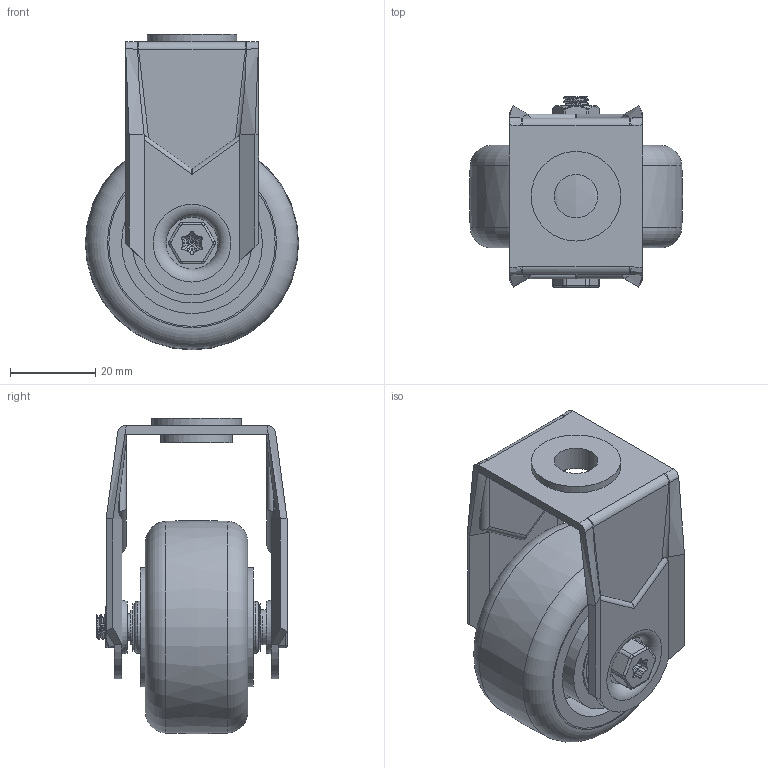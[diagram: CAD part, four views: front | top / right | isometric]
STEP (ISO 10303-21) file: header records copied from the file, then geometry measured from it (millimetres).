
FILE_DESCRIPTION(/* description */ ('','CAx-IF Rec.Pracs.---Representation and Presentation of Product Manufacturing Information (PMI)---4.0---2014-10-13'),/* implementation_level */ '2;1');
FILE_NAME(/* name */ 'BZRAF50VGRBJBH10.step',/* time_stamp */ '2025-03-03T17:07:49Z',/* author */ (''),/* organization */ (''),/* preprocessor_version */ 'ST-DEVELOPER v20',/* originating_system */ 'Autodesk Translation Framework v13.20.0.188',/* authorisation */ '');
FILE_SCHEMA (('AP242_MANAGED_MODEL_BASED_3D_ENGINEERING_MIM_LF { 1 0 10303 442 1 1 4 }'));
Length unit declared in the file: millimetre
Products named in the file (20): BZRAF50VGRBJBH10; BZRAF50ASBH10 v1; ZINC PLATED PRESSED STEEL FORKS; BZL50WVGRBJM828 v1; THERMOPLASTIC RUBBER TYRE; POLYPROPYLENE RIM; BEARING608-ZB; Pattern; BEARING608-ZB (1); Pattern (1); Component4; METAL; INSIDE; OUTTER; TUBEM8X31 v1; ZINC PLATED AXLE TUBE; BOLTBZRA6MM v2; ZINC PLATED AXLE BOLT; NM6GR8HALFGR8 v1; ZINC PLATED LOCKING NUT
Assembly tree (35 placements, depth 5):
  BZRAF50VGRBJBH10
    BZRAF50ASBH10 v1
      ZINC PLATED PRESSED STEEL FORKS
    BZL50WVGRBJM828 v1
      THERMOPLASTIC RUBBER TYRE
      POLYPROPYLENE RIM
      BEARING608-ZB
        METAL
        INSIDE
        OUTTER
        Pattern
          Component4  x7
      BEARING608-ZB (1)
        Pattern (1)
          Component4  x7
        METAL
        INSIDE
        OUTTER
    TUBEM8X31 v1
      ZINC PLATED AXLE TUBE
    BOLTBZRA6MM v2
      ZINC PLATED AXLE BOLT
    NM6GR8HALFGR8 v1
      ZINC PLATED LOCKING NUT
Bounding box: 50 x 44.75 x 74 mm (x, y, z)
Volume: 47362.1 mm3; surface area: 37458.1 mm2
Topology: 28 solids, 28 shells, 355 faces, 854 edges, 536 vertices
Faces by surface type: cylinder 122, plane 95, bspline 65, torus 43, cone 16, sphere 14
Full cylindrical faces by diameter (mm): 4.744 x2, 5.884 x4, 6 x2, 6.2 x1, 6.4 x1, 8 x2, 8.1 x2, 8.2 x1, 10.2 x1, 12.2 x2, 12.5 x4, 16.75 x1, 19.2 x8, 20 x1, 20.5 x2, 21 x1, 22 x4, 28 x2, 33 x2, 39 x2
Entity records: 25768 total; most frequent: CARTESIAN_POINT 18117, DIRECTION 1504, ORIENTED_EDGE 1490, EDGE_CURVE 745, AXIS2_PLACEMENT_3D 630, VERTEX_POINT 470, EDGE_LOOP 349, FACE_OUTER_BOUND 312
